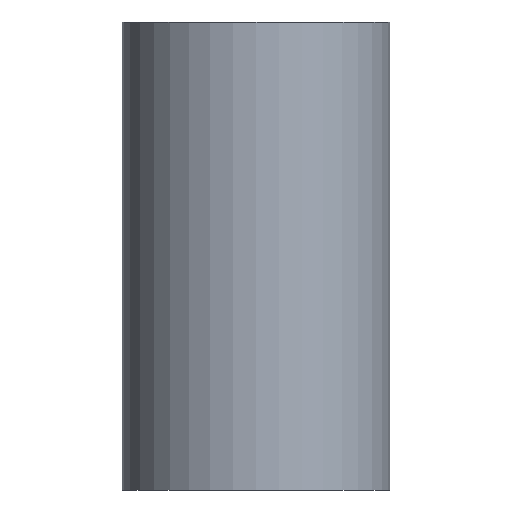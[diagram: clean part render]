
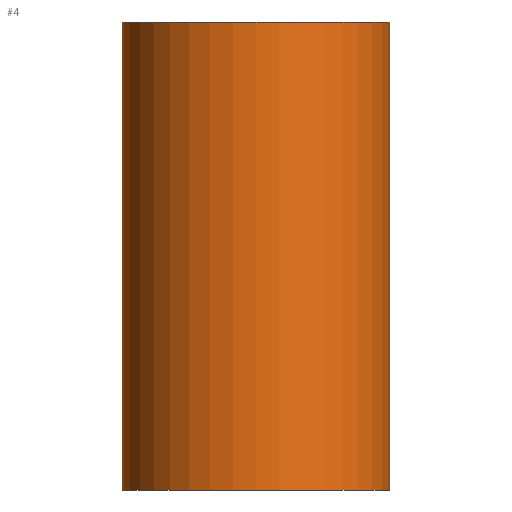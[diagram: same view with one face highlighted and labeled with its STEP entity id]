
A CAD part, front view. The second image highlights one B-rep face of the part: STEP entity #4.
In plain terms, the highlighted cylindrical face has radius 8 mm (diameter 16 mm), a partial arc.
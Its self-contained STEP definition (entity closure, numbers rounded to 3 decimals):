
#4 = ADVANCED_FACE ( 'NONE', ( #49 ), #54, .T. ) ;
#8 = ORIENTED_EDGE ( 'NONE', *, *, #199, .T. ) ;
#10 = ORIENTED_EDGE ( 'NONE', *, *, #196, .T. ) ;
#19 = ORIENTED_EDGE ( 'NONE', *, *, #197, .F. ) ;
#20 = ORIENTED_EDGE ( 'NONE', *, *, #192, .F. ) ;
#38 = EDGE_LOOP ( 'NONE', ( #20, #19, #10, #8 ) ) ;
#40 = VERTEX_POINT ( 'NONE', #84 ) ;
#42 = VERTEX_POINT ( 'NONE', #82 ) ;
#43 = VERTEX_POINT ( 'NONE', #93 ) ;
#45 = VERTEX_POINT ( 'NONE', #79 ) ;
#49 = FACE_OUTER_BOUND ( 'NONE', #38, .T. ) ;
#50 = LINE ( 'NONE', #124, #51 ) ;
#51 = VECTOR ( 'NONE', #120, 1000. ) ;
#54 = CYLINDRICAL_SURFACE ( 'NONE', #185, 8. ) ;
#61 = CIRCLE ( 'NONE', #204, 8. ) ;
#64 = LINE ( 'NONE', #129, #66 ) ;
#66 = VECTOR ( 'NONE', #130, 1000. ) ;
#68 = CIRCLE ( 'NONE', #210, 8. ) ;
#79 = CARTESIAN_POINT ( 'NONE',  ( -8., 0., 28. ) ) ;
#80 = CARTESIAN_POINT ( 'NONE',  ( 0., 0., 28. ) ) ;
#82 = CARTESIAN_POINT ( 'NONE',  ( 8., 0., 28. ) ) ;
#84 = CARTESIAN_POINT ( 'NONE',  ( -8., 0., 0. ) ) ;
#85 = DIRECTION ( 'NONE',  ( -1., 0., 0. ) ) ;
#88 = DIRECTION ( 'NONE',  ( 0., 0., -1. ) ) ;
#93 = CARTESIAN_POINT ( 'NONE',  ( 8., 0., 0. ) ) ;
#120 = DIRECTION ( 'NONE',  ( 0., 0., -1. ) ) ;
#124 = CARTESIAN_POINT ( 'NONE',  ( 8., 0., 28. ) ) ;
#129 = CARTESIAN_POINT ( 'NONE',  ( -8., 0., 28. ) ) ;
#130 = DIRECTION ( 'NONE',  ( 0., 0., -1. ) ) ;
#138 = CARTESIAN_POINT ( 'NONE',  ( 0., 0., 28. ) ) ;
#139 = DIRECTION ( 'NONE',  ( 0., 0., 1. ) ) ;
#140 = DIRECTION ( 'NONE',  ( 1., 0., 0. ) ) ;
#147 = CARTESIAN_POINT ( 'NONE',  ( 0., 0., 0. ) ) ;
#148 = DIRECTION ( 'NONE',  ( 0., 0., 1. ) ) ;
#149 = DIRECTION ( 'NONE',  ( 1., 0., 0. ) ) ;
#185 = AXIS2_PLACEMENT_3D ( 'NONE', #80, #88, #85 ) ;
#192 = EDGE_CURVE ( 'NONE', #42, #43, #50, .T. ) ;
#196 = EDGE_CURVE ( 'NONE', #45, #40, #64, .T. ) ;
#197 = EDGE_CURVE ( 'NONE', #45, #42, #61, .T. ) ;
#199 = EDGE_CURVE ( 'NONE', #40, #43, #68, .T. ) ;
#204 = AXIS2_PLACEMENT_3D ( 'NONE', #138, #139, #140 ) ;
#210 = AXIS2_PLACEMENT_3D ( 'NONE', #147, #148, #149 ) ;
